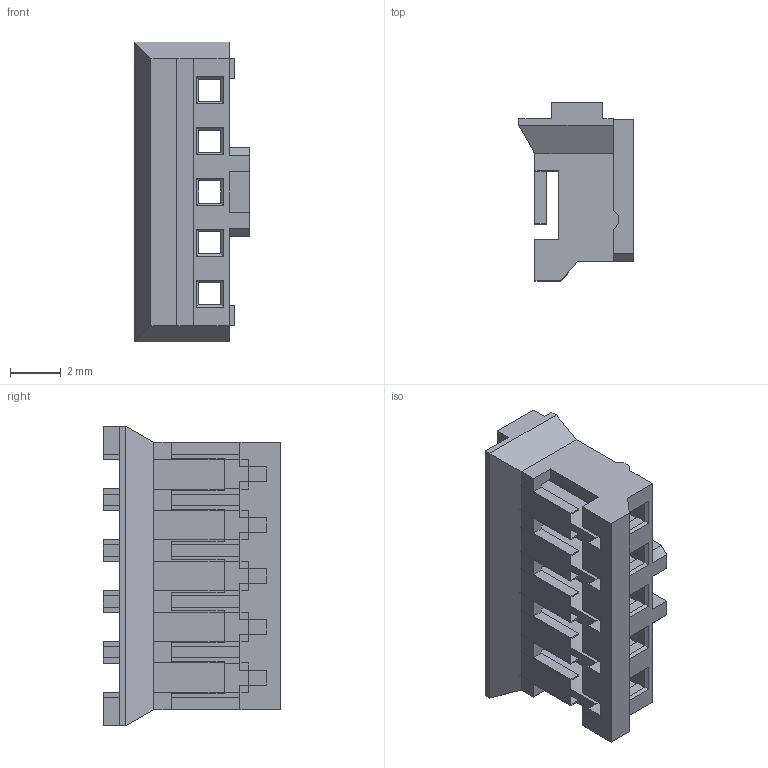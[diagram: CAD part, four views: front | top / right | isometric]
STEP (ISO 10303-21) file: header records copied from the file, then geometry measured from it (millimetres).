
FILE_DESCRIPTION((' '),'2;1');
FILE_NAME( 'PHR-5.stp', '2022-09-02T12:22:11', (' '), ('--- Datakit www.datakit.com---'), ' Datakit CrossCadWare V2022.3 Jun 15 2022', 'DATAKIT 2022 (c)', ' ');
FILE_SCHEMA(('AP242_MANAGED_MODEL_BASED_3D_ENGINEERING_MIM_LF { 1 0 10303 442 1 1 4 }'));
Length unit declared in the file: millimetre
Products named in the file (1): PHR-5
Bounding box: 4.5 x 7 x 11.8 mm (x, y, z)
Volume: 101.3 mm3; surface area: 500.4 mm2
Topology: 1 solids, 1 shells, 240 faces, 720 edges, 472 vertices
Faces by surface type: plane 240
Entity records: 7953 total; most frequent: ORIENTED_EDGE 1440, CARTESIAN_POINT 1433, DIRECTION 1202, VECTOR 720, LINE 720, EDGE_CURVE 720, VERTEX_POINT 472, EDGE_LOOP 250
